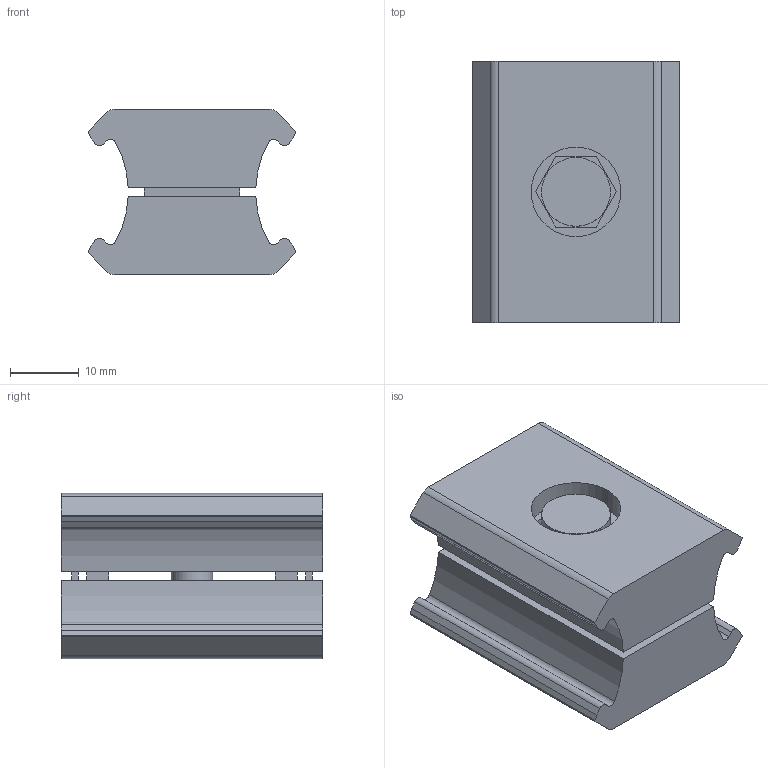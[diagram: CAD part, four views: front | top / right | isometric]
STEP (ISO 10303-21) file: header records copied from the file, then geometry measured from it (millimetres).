
FILE_DESCRIPTION (( 'STEP AP203' ), '1' );
FILE_NAME ('25.09.06.00121.step', '2022-11-07T19:13:42', ( '' ), ( '' ), 'SwSTEP 2.0', 'SolidWorks 2021', '' );
FILE_SCHEMA (( 'CONFIG_CONTROL_DESIGN' ));
Length unit declared in the file: millimetre
Products named in the file (1): 25.09.06.00121
Bounding box: 30.2 x 38 x 24 mm (x, y, z)
Volume: 19910.8 mm3; surface area: 8374.2 mm2
Topology: 3 solids, 3 shells, 96 faces, 250 edges, 166 vertices
Faces by surface type: plane 64, cylinder 30, cone 2
Entity records: 3037 total; most frequent: CARTESIAN_POINT 513, DIRECTION 506, ORIENTED_EDGE 500, EDGE_CURVE 250, LINE 188, VECTOR 188, VERTEX_POINT 166, AXIS2_PLACEMENT_3D 159
